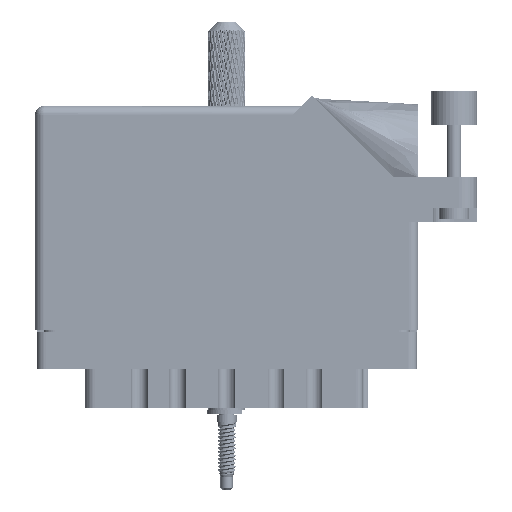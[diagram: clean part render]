
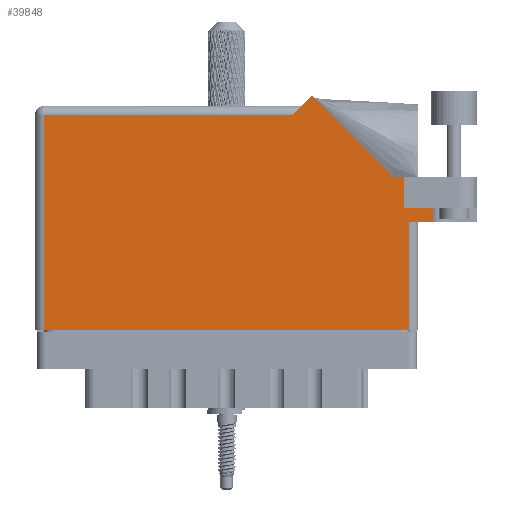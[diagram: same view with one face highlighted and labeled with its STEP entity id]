
A CAD part, front view. The second image highlights one B-rep face of the part: STEP entity #39848.
In plain terms, the highlighted face is planar.
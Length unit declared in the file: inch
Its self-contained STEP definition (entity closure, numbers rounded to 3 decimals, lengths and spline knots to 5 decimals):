
#2209 = VERTEX_POINT ( 'NONE', #9128 ) ;
#2473 = FACE_OUTER_BOUND ( 'NONE', #59423, .T. ) ;
#2501 = VECTOR ( 'NONE', #19372, 39.37008 ) ;
#3345 = DIRECTION ( 'NONE',  ( -1., 0., 0. ) ) ;
#7272 = EDGE_CURVE ( 'NONE', #30871, #106080, #115961, .T. ) ;
#7894 = LINE ( 'NONE', #69142, #119140 ) ;
#9128 = CARTESIAN_POINT ( 'NONE',  ( 0.062, 0., 0. ) ) ;
#9842 = DIRECTION ( 'NONE',  ( 0., -1., 0. ) ) ;
#10004 = CARTESIAN_POINT ( 'NONE',  ( 1.757, 1.468, 0. ) ) ;
#15171 = DIRECTION ( 'NONE',  ( 0., 0., -1. ) ) ;
#16388 = EDGE_CURVE ( 'NONE', #53841, #111576, #7894, .T. ) ;
#16434 = VECTOR ( 'NONE', #42300, 39.37008 ) ;
#17398 = VERTEX_POINT ( 'NONE', #10004 ) ;
#18073 = EDGE_CURVE ( 'NONE', #29550, #2209, #85642, .T. ) ;
#19372 = DIRECTION ( 'NONE',  ( 1., 0., 0. ) ) ;
#20599 = CARTESIAN_POINT ( 'NONE',  ( 2.512, 0.831, 0. ) ) ;
#22292 = CARTESIAN_POINT ( 'NONE',  ( 2.7135, 0.831, 0. ) ) ;
#23479 = DIRECTION ( 'NONE',  ( 0., 1., 0. ) ) ;
#24474 = CARTESIAN_POINT ( 'NONE',  ( 2.44642, 1.044, 0. ) ) ;
#24565 = EDGE_CURVE ( 'NONE', #61660, #30871, #97059, .T. ) ;
#26371 = ORIENTED_EDGE ( 'NONE', *, *, #16388, .T. ) ;
#27729 = VECTOR ( 'NONE', #93759, 39.37008 ) ;
#29550 = VERTEX_POINT ( 'NONE', #73553 ) ;
#29642 = LINE ( 'NONE', #115991, #41241 ) ;
#30871 = VERTEX_POINT ( 'NONE', #105346 ) ;
#31389 = ORIENTED_EDGE ( 'NONE', *, *, #18073, .T. ) ;
#35668 = CARTESIAN_POINT ( 'NONE',  ( 0., 0., 0. ) ) ;
#36656 = VECTOR ( 'NONE', #92931, 39.37008 ) ;
#37228 = CARTESIAN_POINT ( 'NONE',  ( 0.062, 0., 0. ) ) ;
#39848 = ADVANCED_FACE ( 'NONE', ( #2473 ), #70884, .F. ) ;
#40067 = CARTESIAN_POINT ( 'NONE',  ( 0., 1.468, 0. ) ) ;
#40876 = LINE ( 'NONE', #70994, #16434 ) ;
#41241 = VECTOR ( 'NONE', #23479, 39.37008 ) ;
#41727 = EDGE_CURVE ( 'NONE', #75758, #61660, #29642, .T. ) ;
#42300 = DIRECTION ( 'NONE',  ( -0.707, -0.707, 0. ) ) ;
#42511 = LINE ( 'NONE', #83244, #36656 ) ;
#42941 = CARTESIAN_POINT ( 'NONE',  ( 2.7135, 0.737, 0. ) ) ;
#42952 = VECTOR ( 'NONE', #3345, 39.37008 ) ;
#46047 = EDGE_CURVE ( 'NONE', #106080, #17398, #40876, .T. ) ;
#46207 = AXIS2_PLACEMENT_3D ( 'NONE', #89413, #15171, #99455 ) ;
#46629 = LINE ( 'NONE', #106078, #117437 ) ;
#48317 = LINE ( 'NONE', #35668, #77293 ) ;
#48920 = ORIENTED_EDGE ( 'NONE', *, *, #64578, .T. ) ;
#49109 = CARTESIAN_POINT ( 'NONE',  ( 1.88971, 1.60071, 0. ) ) ;
#50973 = DIRECTION ( 'NONE',  ( -1., 0., 0. ) ) ;
#53841 = VERTEX_POINT ( 'NONE', #115948 ) ;
#58677 = ORIENTED_EDGE ( 'NONE', *, *, #89840, .F. ) ;
#59423 = EDGE_LOOP ( 'NONE', ( #105718, #26371, #75318, #101673, #58677, #99136, #109508, #117784, #104728, #48920, #31389 ) ) ;
#61088 = VECTOR ( 'NONE', #9842, 39.37008 ) ;
#61660 = VERTEX_POINT ( 'NONE', #80329 ) ;
#62173 = EDGE_CURVE ( 'NONE', #78751, #89654, #46629, .T. ) ;
#62613 = LINE ( 'NONE', #65420, #2501 ) ;
#63718 = EDGE_CURVE ( 'NONE', #111576, #89654, #62613, .T. ) ;
#64578 = EDGE_CURVE ( 'NONE', #17398, #29550, #83371, .T. ) ;
#65420 = CARTESIAN_POINT ( 'NONE',  ( 2.612, 0.737, 0. ) ) ;
#69142 = CARTESIAN_POINT ( 'NONE',  ( 2.55, 0.737, 0. ) ) ;
#69181 = CARTESIAN_POINT ( 'NONE',  ( 3.012, 1.044, 0. ) ) ;
#70884 = PLANE ( 'NONE',  #46207 ) ;
#70994 = CARTESIAN_POINT ( 'NONE',  ( 1.819, 1.53, 0. ) ) ;
#73553 = CARTESIAN_POINT ( 'NONE',  ( 0.062, 1.468, 0. ) ) ;
#75318 = ORIENTED_EDGE ( 'NONE', *, *, #63718, .T. ) ;
#75758 = VERTEX_POINT ( 'NONE', #20599 ) ;
#77293 = VECTOR ( 'NONE', #116900, 39.37008 ) ;
#78292 = DIRECTION ( 'NONE',  ( 0., -1., 0. ) ) ;
#78751 = VERTEX_POINT ( 'NONE', #22292 ) ;
#80329 = CARTESIAN_POINT ( 'NONE',  ( 2.512, 1.044, 0. ) ) ;
#82631 = VECTOR ( 'NONE', #50973, 39.37008 ) ;
#83244 = CARTESIAN_POINT ( 'NONE',  ( 2.512, 0.831, 0. ) ) ;
#83371 = LINE ( 'NONE', #40067, #42952 ) ;
#85642 = LINE ( 'NONE', #37228, #61088 ) ;
#89131 = EDGE_CURVE ( 'NONE', #2209, #53841, #48317, .T. ) ;
#89413 = CARTESIAN_POINT ( 'NONE',  ( 0., 1.53, 0. ) ) ;
#89654 = VERTEX_POINT ( 'NONE', #42941 ) ;
#89840 = EDGE_CURVE ( 'NONE', #75758, #78751, #42511, .T. ) ;
#92931 = DIRECTION ( 'NONE',  ( 1., 0., 0. ) ) ;
#93759 = DIRECTION ( 'NONE',  ( -0.707, 0.707, 0. ) ) ;
#97059 = LINE ( 'NONE', #69181, #82631 ) ;
#99136 = ORIENTED_EDGE ( 'NONE', *, *, #41727, .T. ) ;
#99455 = DIRECTION ( 'NONE',  ( -1., 0., 0. ) ) ;
#101673 = ORIENTED_EDGE ( 'NONE', *, *, #62173, .F. ) ;
#104437 = CARTESIAN_POINT ( 'NONE',  ( 2.55, 0.737, 0. ) ) ;
#104728 = ORIENTED_EDGE ( 'NONE', *, *, #46047, .T. ) ;
#105346 = CARTESIAN_POINT ( 'NONE',  ( 2.44642, 1.044, 0. ) ) ;
#105718 = ORIENTED_EDGE ( 'NONE', *, *, #89131, .T. ) ;
#106078 = CARTESIAN_POINT ( 'NONE',  ( 2.7135, 1.16177, 0. ) ) ;
#106080 = VERTEX_POINT ( 'NONE', #49109 ) ;
#106637 = DIRECTION ( 'NONE',  ( 0., 1., 0. ) ) ;
#109508 = ORIENTED_EDGE ( 'NONE', *, *, #24565, .T. ) ;
#111576 = VERTEX_POINT ( 'NONE', #104437 ) ;
#115948 = CARTESIAN_POINT ( 'NONE',  ( 2.55, 0., 0. ) ) ;
#115961 = LINE ( 'NONE', #24474, #27729 ) ;
#115991 = CARTESIAN_POINT ( 'NONE',  ( 2.512, 0.831, 0. ) ) ;
#116900 = DIRECTION ( 'NONE',  ( 1., 0., 0. ) ) ;
#117437 = VECTOR ( 'NONE', #78292, 39.37008 ) ;
#117784 = ORIENTED_EDGE ( 'NONE', *, *, #7272, .T. ) ;
#119140 = VECTOR ( 'NONE', #106637, 39.37008 ) ;
